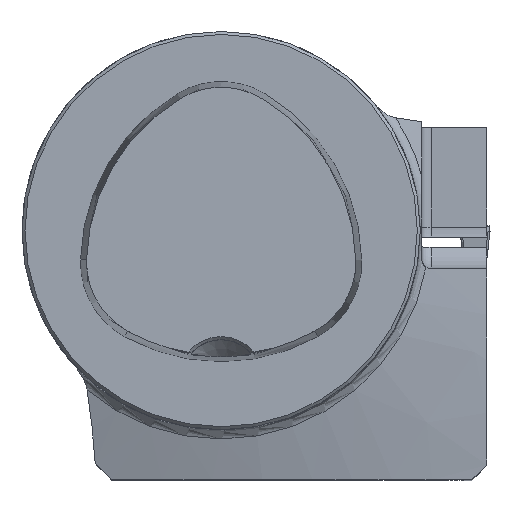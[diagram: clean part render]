
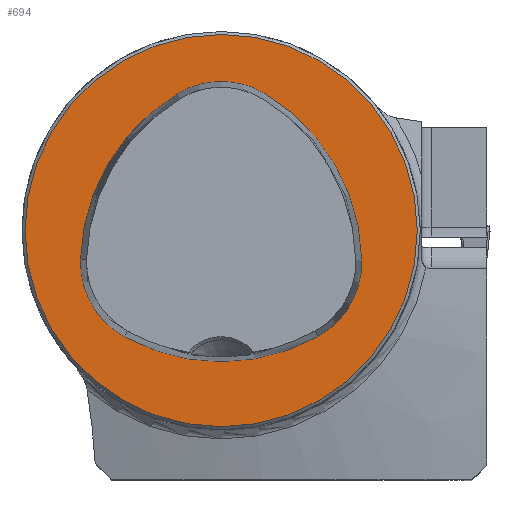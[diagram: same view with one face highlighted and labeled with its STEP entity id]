
A CAD part, top view. The second image highlights one B-rep face of the part: STEP entity #694.
In plain terms, the highlighted planar face has unit normal (0, 0, 1).
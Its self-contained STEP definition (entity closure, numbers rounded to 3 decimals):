
#157=FACE_BOUND('',#1011,.T.);
#158=FACE_BOUND('',#1012,.T.);
#237=PLANE('',#2861);
#694=ADVANCED_FACE('CU_FL_N1_SU_1',(#157,#158),#237,.T.);
#1011=EDGE_LOOP('',(#1412,#1413,#1414,#1415,#1416,#1417));
#1012=EDGE_LOOP('',(#1418));
#1159=CIRCLE('',#2852,20.063);
#1161=CIRCLE('',#2855,20.063);
#1162=CIRCLE('',#2856,8.563);
#1163=CIRCLE('',#2857,8.563);
#1164=CIRCLE('',#2858,20.063);
#1165=CIRCLE('',#2859,8.563);
#1166=CIRCLE('',#2860,19.7);
#1412=ORIENTED_EDGE('',*,*,#2413,.F.);
#1413=ORIENTED_EDGE('',*,*,#2414,.F.);
#1414=ORIENTED_EDGE('',*,*,#2406,.F.);
#1415=ORIENTED_EDGE('',*,*,#2415,.F.);
#1416=ORIENTED_EDGE('',*,*,#2416,.F.);
#1417=ORIENTED_EDGE('',*,*,#2417,.F.);
#1418=ORIENTED_EDGE('',*,*,#2418,.T.);
#2123=VERTEX_POINT('',#4354);
#2124=VERTEX_POINT('',#4356);
#2130=VERTEX_POINT('',#4388);
#2131=VERTEX_POINT('',#4389);
#2132=VERTEX_POINT('',#4392);
#2133=VERTEX_POINT('',#4394);
#2134=VERTEX_POINT('',#4397);
#2406=EDGE_CURVE('',#2123,#2124,#1159,.T.);
#2413=EDGE_CURVE('',#2130,#2131,#1161,.T.);
#2414=EDGE_CURVE('',#2124,#2130,#1162,.T.);
#2415=EDGE_CURVE('',#2132,#2123,#1163,.T.);
#2416=EDGE_CURVE('',#2133,#2132,#1164,.T.);
#2417=EDGE_CURVE('',#2131,#2133,#1165,.T.);
#2418=EDGE_CURVE('',#2134,#2134,#1166,.T.);
#2852=AXIS2_PLACEMENT_3D('',#4355,#3217,#3218);
#2855=AXIS2_PLACEMENT_3D('',#4387,#3224,#3225);
#2856=AXIS2_PLACEMENT_3D('',#4390,#3226,#3227);
#2857=AXIS2_PLACEMENT_3D('',#4391,#3228,#3229);
#2858=AXIS2_PLACEMENT_3D('',#4393,#3230,#3231);
#2859=AXIS2_PLACEMENT_3D('',#4395,#3232,#3233);
#2860=AXIS2_PLACEMENT_3D('',#4396,#3234,#3235);
#2861=AXIS2_PLACEMENT_3D('',#4398,#3236,#3237);
#3217=DIRECTION('',(0.,0.,1.));
#3218=DIRECTION('',(-1.,0.,0.));
#3224=DIRECTION('',(0.,0.,1.));
#3225=DIRECTION('',(-1.,0.,0.));
#3226=DIRECTION('',(0.,0.,1.));
#3227=DIRECTION('',(-1.,0.,0.));
#3228=DIRECTION('',(0.,0.,1.));
#3229=DIRECTION('',(-1.,0.,0.));
#3230=DIRECTION('',(0.,0.,1.));
#3231=DIRECTION('',(-1.,0.,0.));
#3232=DIRECTION('',(0.,0.,1.));
#3233=DIRECTION('',(-1.,0.,0.));
#3234=DIRECTION('',(0.,0.,1.));
#3235=DIRECTION('',(-1.,0.,0.));
#3236=DIRECTION('',(0.,0.,1.));
#3237=DIRECTION('',(-1.,0.,0.));
#4354=CARTESIAN_POINT('',(-9.704,-10.66,0.));
#4355=CARTESIAN_POINT('',(0.,6.9,0.));
#4356=CARTESIAN_POINT('',(9.704,-10.66,0.));
#4387=CARTESIAN_POINT('',(-5.934,-3.451,0.));
#4388=CARTESIAN_POINT('',(14.123,-2.953,0.));
#4389=CARTESIAN_POINT('',(4.418,13.735,0.));
#4390=CARTESIAN_POINT('',(5.562,-3.165,0.));
#4391=CARTESIAN_POINT('',(-5.562,-3.165,0.));
#4392=CARTESIAN_POINT('',(-14.123,-2.953,0.));
#4393=CARTESIAN_POINT('',(5.934,-3.451,0.));
#4394=CARTESIAN_POINT('',(-4.418,13.735,0.));
#4395=CARTESIAN_POINT('',(0.,6.4,0.));
#4396=CARTESIAN_POINT('',(0.,0.,0.));
#4397=CARTESIAN_POINT('',(-19.7,0.,0.));
#4398=CARTESIAN_POINT('',(0.,0.,0.));
